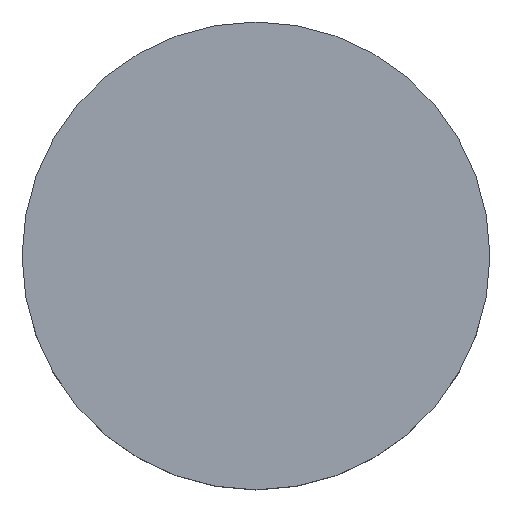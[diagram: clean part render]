
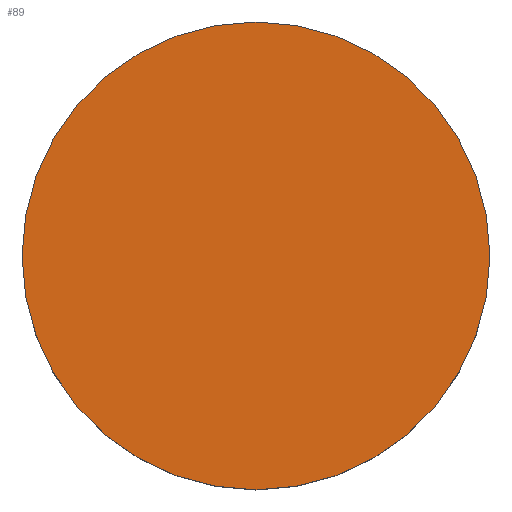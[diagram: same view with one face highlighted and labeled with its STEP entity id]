
A CAD part, top view. The second image highlights one B-rep face of the part: STEP entity #89.
In plain terms, the highlighted planar face has unit normal (0, 0, 1).
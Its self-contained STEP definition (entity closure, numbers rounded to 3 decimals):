
#3 = DIRECTION ( 'NONE',  ( 0., 0., 1. ) ) ;
#4 = CIRCLE ( 'NONE', #45, 2.25 ) ;
#35 = ORIENTED_EDGE ( 'NONE', *, *, #153, .T. ) ;
#37 = AXIS2_PLACEMENT_3D ( 'NONE', #152, #3, #116 ) ;
#45 = AXIS2_PLACEMENT_3D ( 'NONE', #71, #159, #160 ) ;
#48 = ORIENTED_EDGE ( 'NONE', *, *, #146, .T. ) ;
#56 = EDGE_LOOP ( 'NONE', ( #35, #48 ) ) ;
#61 = DIRECTION ( 'NONE',  ( 1., 0., 0. ) ) ;
#67 = CARTESIAN_POINT ( 'NONE',  ( 0., 0., 1. ) ) ;
#71 = CARTESIAN_POINT ( 'NONE',  ( 0., 0., 1. ) ) ;
#77 = VERTEX_POINT ( 'NONE', #162 ) ;
#84 = VERTEX_POINT ( 'NONE', #118 ) ;
#89 = ADVANCED_FACE ( 'NONE', ( #107 ), #106, .T. ) ;
#106 = PLANE ( 'NONE',  #139 ) ;
#107 = FACE_OUTER_BOUND ( 'NONE', #56, .T. ) ;
#116 = DIRECTION ( 'NONE',  ( 1., 0., 0. ) ) ;
#118 = CARTESIAN_POINT ( 'NONE',  ( 2.25, 0., 1. ) ) ;
#139 = AXIS2_PLACEMENT_3D ( 'NONE', #67, #143, #61 ) ;
#143 = DIRECTION ( 'NONE',  ( 0., 0., 1. ) ) ;
#145 = CIRCLE ( 'NONE', #37, 2.25 ) ;
#146 = EDGE_CURVE ( 'NONE', #84, #77, #4, .T. ) ;
#152 = CARTESIAN_POINT ( 'NONE',  ( 0., 0., 1. ) ) ;
#153 = EDGE_CURVE ( 'NONE', #77, #84, #145, .T. ) ;
#159 = DIRECTION ( 'NONE',  ( 0., 0., 1. ) ) ;
#160 = DIRECTION ( 'NONE',  ( 1., 0., 0. ) ) ;
#162 = CARTESIAN_POINT ( 'NONE',  ( -2.25, 0., 1. ) ) ;
